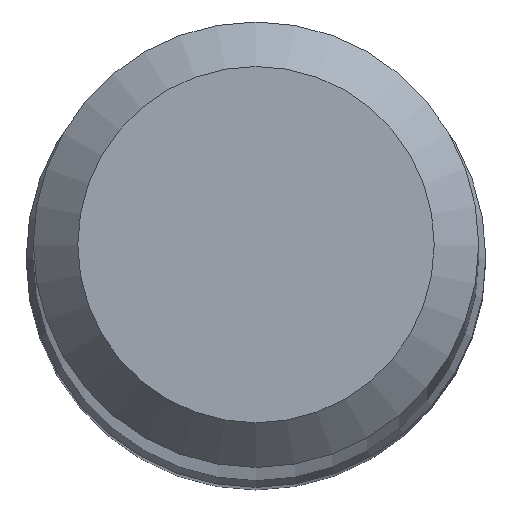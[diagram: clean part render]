
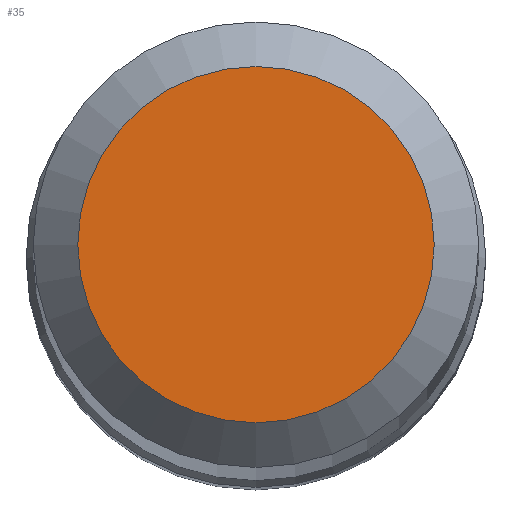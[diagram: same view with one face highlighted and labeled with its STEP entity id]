
A CAD part, top view. The second image highlights one B-rep face of the part: STEP entity #35.
In plain terms, the highlighted planar face has unit normal (0, 0, 1).
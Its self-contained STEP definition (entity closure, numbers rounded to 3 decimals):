
#16 = DIRECTION ( 'NONE',  ( 0., 1., 0. ) ) ;
#35 = ADVANCED_FACE ( 'NONE', ( #103 ), #199, .T. ) ;
#56 = AXIS2_PLACEMENT_3D ( 'NONE', #65, #195, #221 ) ;
#62 = CIRCLE ( 'NONE', #243, 1.6 ) ;
#65 = CARTESIAN_POINT ( 'NONE',  ( 0., 0., 80. ) ) ;
#95 = CARTESIAN_POINT ( 'NONE',  ( 0., 1.6, 80. ) ) ;
#103 = FACE_OUTER_BOUND ( 'NONE', #214, .T. ) ;
#126 = VERTEX_POINT ( 'NONE', #95 ) ;
#138 = DIRECTION ( 'NONE',  ( 0., 0., -1. ) ) ;
#162 = CARTESIAN_POINT ( 'NONE',  ( 0., 0., 80. ) ) ;
#172 = ORIENTED_EDGE ( 'NONE', *, *, #194, .F. ) ;
#194 = EDGE_CURVE ( 'NONE', #126, #126, #62, .T. ) ;
#195 = DIRECTION ( 'NONE',  ( 0., 0., 1. ) ) ;
#199 = PLANE ( 'NONE',  #56 ) ;
#214 = EDGE_LOOP ( 'NONE', ( #172 ) ) ;
#221 = DIRECTION ( 'NONE',  ( 0., -1., 0. ) ) ;
#243 = AXIS2_PLACEMENT_3D ( 'NONE', #162, #138, #16 ) ;
